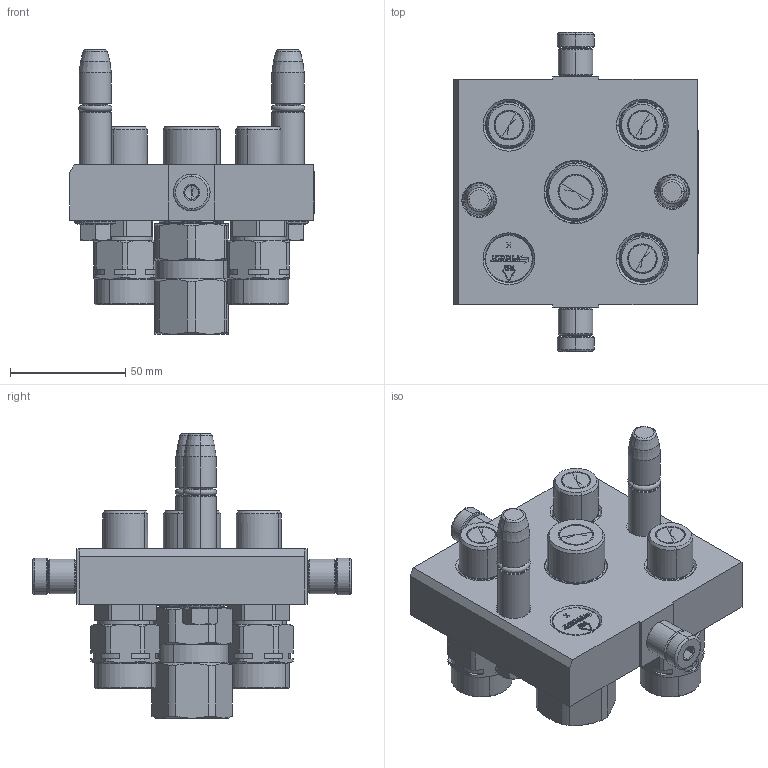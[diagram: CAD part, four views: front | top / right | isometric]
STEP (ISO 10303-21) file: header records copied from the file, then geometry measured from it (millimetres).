
FILE_DESCRIPTION (( 'STEP AP214' ), '1' );
FILE_NAME ('FASTER.step', '2024-12-28T12:07:06', ( '' ), ( '' ), 'SwSTEP 2.0', 'SolidWorks 2017', '' );
FILE_SCHEMA (( 'AUTOMOTIVE_DESIGN' ));
Length unit declared in the file: millimetre
Products named in the file (12): FASTER; TAPPO_38; 2ffnp12gas_m2v; 1540_080_0008_000; 4830_013_3000_030; P506-1_M_BASE; 4830_021_0000_000; 4830_028_1000_011; 4830_010_0000_011; et002; or2_62x9_19_m; 2ffnp38_gas_m2v
Assembly tree (18 placements, depth 3):
  FASTER
    P506-1_M_BASE
      4830_010_0000_011
      4830_021_0000_000  x2
      1540_080_0008_000  x2
      4830_013_3000_030  x2
      4830_028_1000_011  x2
      or2_62x9_19_m  x2
    2ffnp38_gas_m2v  x3
    TAPPO_38
    2ffnp12gas_m2v
    et002
Bounding box: 106.3 x 138.6 x 123.6 mm (x, y, z)
Volume: 99941.4 mm3; surface area: 126726.1 mm2
Topology: 10 solids, 26 shells, 2844 faces, 7508 edges, 4843 vertices
Faces by surface type: plane 1517, cylinder 525, cone 417, bspline 274, torus 105, sphere 6
Entity records: 78754 total; most frequent: CARTESIAN_POINT 23486, ORIENTED_EDGE 10690, DIRECTION 9927, EDGE_CURVE 5360, LINE 3585, VECTOR 3585, VERTEX_POINT 3479, AXIS2_PLACEMENT_3D 3171
